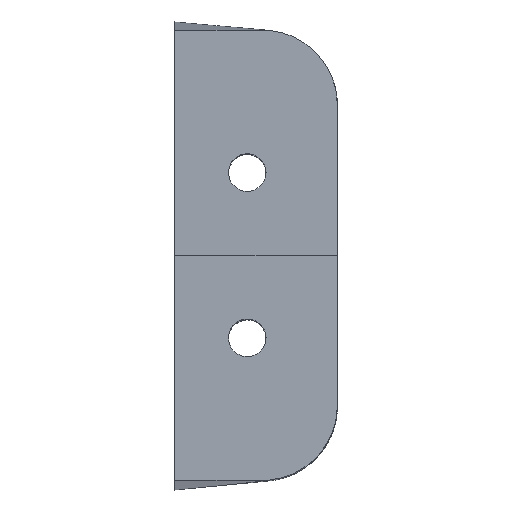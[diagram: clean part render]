
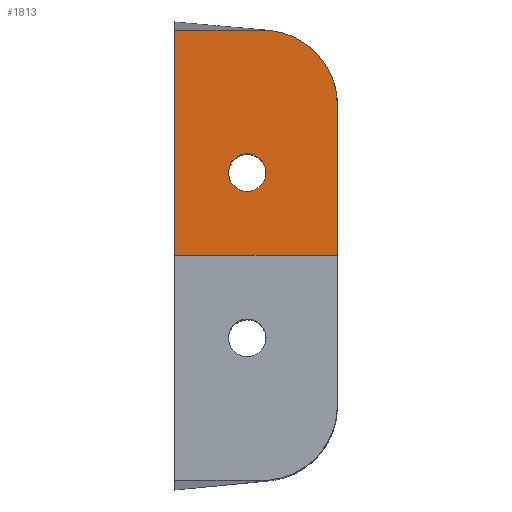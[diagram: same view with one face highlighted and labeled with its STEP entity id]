
A CAD part, top view. The second image highlights one B-rep face of the part: STEP entity #1813.
In plain terms, the highlighted planar face has unit normal (0, 0, 1).
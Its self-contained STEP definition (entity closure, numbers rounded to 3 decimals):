
#22 = VERTEX_POINT('',#23);
#23 = CARTESIAN_POINT('',(0.,0.,21.068));
#32 = PLANE('',#33);
#33 = AXIS2_PLACEMENT_3D('',#34,#35,#36);
#34 = CARTESIAN_POINT('',(0.,0.,
    21.068));
#35 = DIRECTION('',(0.,0.,-1.));
#36 = DIRECTION('',(0.,-1.,0.));
#56 = EDGE_CURVE('',#22,#57,#59,.T.);
#57 = VERTEX_POINT('',#58);
#58 = CARTESIAN_POINT('',(13.,0.,21.068));
#59 = SURFACE_CURVE('',#60,(#64,#71),.PCURVE_S1.);
#60 = LINE('',#61,#62);
#61 = CARTESIAN_POINT('',(0.,0.,
    21.068));
#62 = VECTOR('',#63,1.);
#63 = DIRECTION('',(1.,0.,0.));
#64 = PCURVE('',#32,#65);
#65 = DEFINITIONAL_REPRESENTATION('',(#66),#70);
#66 = LINE('',#67,#68);
#67 = CARTESIAN_POINT('',(-0.,-0.));
#68 = VECTOR('',#69,1.);
#69 = DIRECTION('',(0.,-1.));
#70 = ( GEOMETRIC_REPRESENTATION_CONTEXT(2) 
PARAMETRIC_REPRESENTATION_CONTEXT() REPRESENTATION_CONTEXT('2D SPACE',''
  ) );
#71 = PCURVE('',#72,#77);
#72 = PLANE('',#73);
#73 = AXIS2_PLACEMENT_3D('',#74,#75,#76);
#74 = CARTESIAN_POINT('',(0.,0.,
    21.068));
#75 = DIRECTION('',(0.,0.,-1.));
#76 = DIRECTION('',(0.,-1.,0.));
#77 = DEFINITIONAL_REPRESENTATION('',(#78),#82);
#78 = LINE('',#79,#80);
#79 = CARTESIAN_POINT('',(0.,0.));
#80 = VECTOR('',#81,1.);
#81 = DIRECTION('',(0.,-1.));
#82 = ( GEOMETRIC_REPRESENTATION_CONTEXT(2) 
PARAMETRIC_REPRESENTATION_CONTEXT() REPRESENTATION_CONTEXT('2D SPACE',''
  ) );
#305 = PLANE('',#306);
#306 = AXIS2_PLACEMENT_3D('',#307,#308,#309);
#307 = CARTESIAN_POINT('',(0.,8.902,
    0.689));
#308 = DIRECTION('',(1.,0.,0.));
#309 = DIRECTION('',(0.,0.,-1.));
#1659 = PLANE('',#1660);
#1660 = AXIS2_PLACEMENT_3D('',#1661,#1662,#1663);
#1661 = CARTESIAN_POINT('',(13.,8.902,0.689));
#1662 = DIRECTION('',(1.,0.,0.));
#1663 = DIRECTION('',(0.,0.,-1.));
#1813 = ADVANCED_FACE('',(#1814,#1918),#72,.F.);
#1814 = FACE_BOUND('',#1815,.T.);
#1815 = EDGE_LOOP('',(#1816,#1839,#1840,#1863,#1892));
#1816 = ORIENTED_EDGE('',*,*,#1817,.F.);
#1817 = EDGE_CURVE('',#22,#1818,#1820,.T.);
#1818 = VERTEX_POINT('',#1819);
#1819 = CARTESIAN_POINT('',(0.,17.956,21.068));
#1820 = SURFACE_CURVE('',#1821,(#1825,#1832),.PCURVE_S1.);
#1821 = LINE('',#1822,#1823);
#1822 = CARTESIAN_POINT('',(0.,0.,
    21.068));
#1823 = VECTOR('',#1824,1.);
#1824 = DIRECTION('',(0.,1.,0.));
#1825 = PCURVE('',#72,#1826);
#1826 = DEFINITIONAL_REPRESENTATION('',(#1827),#1831);
#1827 = LINE('',#1828,#1829);
#1828 = CARTESIAN_POINT('',(0.,0.));
#1829 = VECTOR('',#1830,1.);
#1830 = DIRECTION('',(-1.,0.));
#1831 = ( GEOMETRIC_REPRESENTATION_CONTEXT(2) 
PARAMETRIC_REPRESENTATION_CONTEXT() REPRESENTATION_CONTEXT('2D SPACE',''
  ) );
#1832 = PCURVE('',#305,#1833);
#1833 = DEFINITIONAL_REPRESENTATION('',(#1834),#1838);
#1834 = LINE('',#1835,#1836);
#1835 = CARTESIAN_POINT('',(-20.379,-8.902));
#1836 = VECTOR('',#1837,1.);
#1837 = DIRECTION('',(0.,1.));
#1838 = ( GEOMETRIC_REPRESENTATION_CONTEXT(2) 
PARAMETRIC_REPRESENTATION_CONTEXT() REPRESENTATION_CONTEXT('2D SPACE',''
  ) );
#1839 = ORIENTED_EDGE('',*,*,#56,.T.);
#1840 = ORIENTED_EDGE('',*,*,#1841,.T.);
#1841 = EDGE_CURVE('',#57,#1842,#1844,.T.);
#1842 = VERTEX_POINT('',#1843);
#1843 = CARTESIAN_POINT('',(13.,11.984,21.068));
#1844 = SURFACE_CURVE('',#1845,(#1849,#1856),.PCURVE_S1.);
#1845 = LINE('',#1846,#1847);
#1846 = CARTESIAN_POINT('',(13.,0.,21.068));
#1847 = VECTOR('',#1848,1.);
#1848 = DIRECTION('',(0.,1.,0.));
#1849 = PCURVE('',#72,#1850);
#1850 = DEFINITIONAL_REPRESENTATION('',(#1851),#1855);
#1851 = LINE('',#1852,#1853);
#1852 = CARTESIAN_POINT('',(0.,-13.));
#1853 = VECTOR('',#1854,1.);
#1854 = DIRECTION('',(-1.,0.));
#1855 = ( GEOMETRIC_REPRESENTATION_CONTEXT(2) 
PARAMETRIC_REPRESENTATION_CONTEXT() REPRESENTATION_CONTEXT('2D SPACE',''
  ) );
#1856 = PCURVE('',#1659,#1857);
#1857 = DEFINITIONAL_REPRESENTATION('',(#1858),#1862);
#1858 = LINE('',#1859,#1860);
#1859 = CARTESIAN_POINT('',(-20.379,-8.902));
#1860 = VECTOR('',#1861,1.);
#1861 = DIRECTION('',(0.,1.));
#1862 = ( GEOMETRIC_REPRESENTATION_CONTEXT(2) 
PARAMETRIC_REPRESENTATION_CONTEXT() REPRESENTATION_CONTEXT('2D SPACE',''
  ) );
#1863 = ORIENTED_EDGE('',*,*,#1864,.F.);
#1864 = EDGE_CURVE('',#1865,#1842,#1867,.T.);
#1865 = VERTEX_POINT('',#1866);
#1866 = CARTESIAN_POINT('',(7.577,17.956,21.068));
#1867 = SURFACE_CURVE('',#1868,(#1873,#1880),.PCURVE_S1.);
#1868 = CIRCLE('',#1869,6.);
#1869 = AXIS2_PLACEMENT_3D('',#1870,#1871,#1872);
#1870 = CARTESIAN_POINT('',(7.,11.984,21.068));
#1871 = DIRECTION('',(0.,0.,-1.));
#1872 = DIRECTION('',(0.,1.,0.));
#1873 = PCURVE('',#72,#1874);
#1874 = DEFINITIONAL_REPRESENTATION('',(#1875),#1879);
#1875 = CIRCLE('',#1876,6.);
#1876 = AXIS2_PLACEMENT_2D('',#1877,#1878);
#1877 = CARTESIAN_POINT('',(-11.984,-7.));
#1878 = DIRECTION('',(-1.,0.));
#1879 = ( GEOMETRIC_REPRESENTATION_CONTEXT(2) 
PARAMETRIC_REPRESENTATION_CONTEXT() REPRESENTATION_CONTEXT('2D SPACE',''
  ) );
#1880 = PCURVE('',#1881,#1886);
#1881 = CYLINDRICAL_SURFACE('',#1882,6.);
#1882 = AXIS2_PLACEMENT_3D('',#1883,#1884,#1885);
#1883 = CARTESIAN_POINT('',(7.,11.984,21.068));
#1884 = DIRECTION('',(0.,0.,1.));
#1885 = DIRECTION('',(0.,1.,0.));
#1886 = DEFINITIONAL_REPRESENTATION('',(#1887),#1891);
#1887 = LINE('',#1888,#1889);
#1888 = CARTESIAN_POINT('',(-0.,0.));
#1889 = VECTOR('',#1890,1.);
#1890 = DIRECTION('',(-1.,0.));
#1891 = ( GEOMETRIC_REPRESENTATION_CONTEXT(2) 
PARAMETRIC_REPRESENTATION_CONTEXT() REPRESENTATION_CONTEXT('2D SPACE',''
  ) );
#1892 = ORIENTED_EDGE('',*,*,#1893,.F.);
#1893 = EDGE_CURVE('',#1818,#1865,#1894,.T.);
#1894 = SURFACE_CURVE('',#1895,(#1899,#1906),.PCURVE_S1.);
#1895 = LINE('',#1896,#1897);
#1896 = CARTESIAN_POINT('',(0.,17.956,21.068));
#1897 = VECTOR('',#1898,1.);
#1898 = DIRECTION('',(1.,0.,0.));
#1899 = PCURVE('',#72,#1900);
#1900 = DEFINITIONAL_REPRESENTATION('',(#1901),#1905);
#1901 = LINE('',#1902,#1903);
#1902 = CARTESIAN_POINT('',(-17.956,0.));
#1903 = VECTOR('',#1904,1.);
#1904 = DIRECTION('',(0.,-1.));
#1905 = ( GEOMETRIC_REPRESENTATION_CONTEXT(2) 
PARAMETRIC_REPRESENTATION_CONTEXT() REPRESENTATION_CONTEXT('2D SPACE',''
  ) );
#1906 = PCURVE('',#1907,#1912);
#1907 = PLANE('',#1908);
#1908 = AXIS2_PLACEMENT_3D('',#1909,#1910,#1911);
#1909 = CARTESIAN_POINT('',(0.,17.956,21.068));
#1910 = DIRECTION('',(0.,-1.,
    -0.021));
#1911 = DIRECTION('',(0.,-0.021,
    1.));
#1912 = DEFINITIONAL_REPRESENTATION('',(#1913),#1917);
#1913 = LINE('',#1914,#1915);
#1914 = CARTESIAN_POINT('',(-0.,0.));
#1915 = VECTOR('',#1916,1.);
#1916 = DIRECTION('',(0.,-1.));
#1917 = ( GEOMETRIC_REPRESENTATION_CONTEXT(2) 
PARAMETRIC_REPRESENTATION_CONTEXT() REPRESENTATION_CONTEXT('2D SPACE',''
  ) );
#1918 = FACE_BOUND('',#1919,.T.);
#1919 = EDGE_LOOP('',(#1920));
#1920 = ORIENTED_EDGE('',*,*,#1921,.T.);
#1921 = EDGE_CURVE('',#1922,#1922,#1924,.T.);
#1922 = VERTEX_POINT('',#1923);
#1923 = CARTESIAN_POINT('',(7.3,6.6,21.068));
#1924 = SURFACE_CURVE('',#1925,(#1930,#1937),.PCURVE_S1.);
#1925 = CIRCLE('',#1926,1.5);
#1926 = AXIS2_PLACEMENT_3D('',#1927,#1928,#1929);
#1927 = CARTESIAN_POINT('',(5.8,6.6,21.068));
#1928 = DIRECTION('',(0.,0.,-1.));
#1929 = DIRECTION('',(1.,0.,0.));
#1930 = PCURVE('',#72,#1931);
#1931 = DEFINITIONAL_REPRESENTATION('',(#1932),#1936);
#1932 = CIRCLE('',#1933,1.5);
#1933 = AXIS2_PLACEMENT_2D('',#1934,#1935);
#1934 = CARTESIAN_POINT('',(-6.6,-5.8));
#1935 = DIRECTION('',(0.,-1.));
#1936 = ( GEOMETRIC_REPRESENTATION_CONTEXT(2) 
PARAMETRIC_REPRESENTATION_CONTEXT() REPRESENTATION_CONTEXT('2D SPACE',''
  ) );
#1937 = PCURVE('',#1938,#1943);
#1938 = CYLINDRICAL_SURFACE('',#1939,1.5);
#1939 = AXIS2_PLACEMENT_3D('',#1940,#1941,#1942);
#1940 = CARTESIAN_POINT('',(5.8,6.6,-23.));
#1941 = DIRECTION('',(0.,0.,-1.));
#1942 = DIRECTION('',(1.,0.,0.));
#1943 = DEFINITIONAL_REPRESENTATION('',(#1944),#1948);
#1944 = LINE('',#1945,#1946);
#1945 = CARTESIAN_POINT('',(-6.283,-44.068));
#1946 = VECTOR('',#1947,1.);
#1947 = DIRECTION('',(1.,-0.));
#1948 = ( GEOMETRIC_REPRESENTATION_CONTEXT(2) 
PARAMETRIC_REPRESENTATION_CONTEXT() REPRESENTATION_CONTEXT('2D SPACE',''
  ) );
